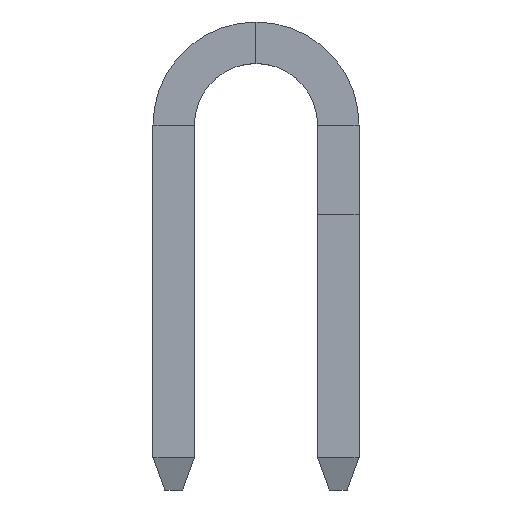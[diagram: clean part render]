
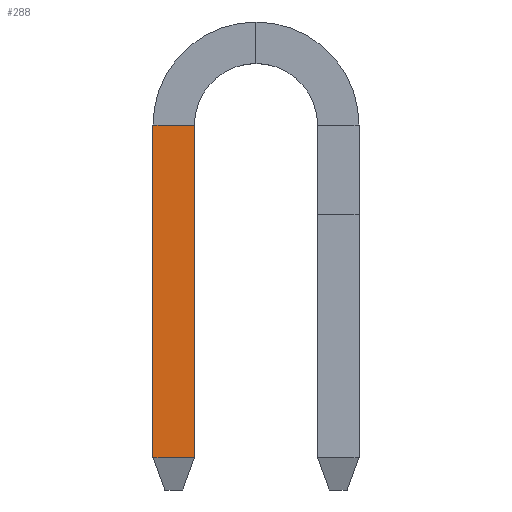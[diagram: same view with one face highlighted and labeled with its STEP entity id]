
A CAD part, top view. The second image highlights one B-rep face of the part: STEP entity #288.
In plain terms, the highlighted planar face has unit normal (0, 0, 1).
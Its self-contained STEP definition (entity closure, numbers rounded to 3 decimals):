
#13 = CARTESIAN_POINT ( 'NONE',  ( 0.32, 1.38, 0.32 ) ) ;
#36 = AXIS2_PLACEMENT_3D ( 'NONE', #364, #478, #295 ) ;
#38 = VECTOR ( 'NONE', #446, 1000. ) ;
#39 = LINE ( 'NONE', #700, #88 ) ;
#41 = EDGE_CURVE ( 'NONE', #107, #713, #378, .T. ) ;
#66 = ORIENTED_EDGE ( 'NONE', *, *, #468, .T. ) ;
#72 = VERTEX_POINT ( 'NONE', #565 ) ;
#73 = LINE ( 'NONE', #13, #38 ) ;
#84 = DIRECTION ( 'NONE',  ( 1., 0., 0. ) ) ;
#86 = VERTEX_POINT ( 'NONE', #637 ) ;
#88 = VECTOR ( 'NONE', #101, 1000. ) ;
#101 = DIRECTION ( 'NONE',  ( 0., -1., 0. ) ) ;
#107 = VERTEX_POINT ( 'NONE', #444 ) ;
#268 = EDGE_LOOP ( 'NONE', ( #778, #66, #544, #445 ) ) ;
#288 = ADVANCED_FACE ( 'NONE', ( #612 ), #728, .F. ) ;
#295 = DIRECTION ( 'NONE',  ( -1., 0., 0. ) ) ;
#364 = CARTESIAN_POINT ( 'NONE',  ( -0.32, 1.38, 0.32 ) ) ;
#378 = LINE ( 'NONE', #511, #753 ) ;
#444 = CARTESIAN_POINT ( 'NONE',  ( -0.32, 1.38, 0.32 ) ) ;
#445 = ORIENTED_EDGE ( 'NONE', *, *, #41, .F. ) ;
#446 = DIRECTION ( 'NONE',  ( 0., -1., 0. ) ) ;
#468 = EDGE_CURVE ( 'NONE', #72, #86, #627, .T. ) ;
#478 = DIRECTION ( 'NONE',  ( 0., 0., -1. ) ) ;
#490 = EDGE_CURVE ( 'NONE', #107, #72, #39, .T. ) ;
#495 = CARTESIAN_POINT ( 'NONE',  ( 0.32, 1.38, 0.32 ) ) ;
#511 = CARTESIAN_POINT ( 'NONE',  ( -0.32, 1.38, 0.32 ) ) ;
#544 = ORIENTED_EDGE ( 'NONE', *, *, #777, .F. ) ;
#565 = CARTESIAN_POINT ( 'NONE',  ( -0.32, -3.75, 0.32 ) ) ;
#612 = FACE_OUTER_BOUND ( 'NONE', #268, .T. ) ;
#624 = DIRECTION ( 'NONE',  ( 1., 0., 0. ) ) ;
#627 = LINE ( 'NONE', #743, #633 ) ;
#633 = VECTOR ( 'NONE', #84, 1000. ) ;
#637 = CARTESIAN_POINT ( 'NONE',  ( 0.32, -3.75, 0.32 ) ) ;
#700 = CARTESIAN_POINT ( 'NONE',  ( -0.32, 1.38, 0.32 ) ) ;
#713 = VERTEX_POINT ( 'NONE', #495 ) ;
#728 = PLANE ( 'NONE',  #36 ) ;
#743 = CARTESIAN_POINT ( 'NONE',  ( -0.32, -3.75, 0.32 ) ) ;
#753 = VECTOR ( 'NONE', #624, 1000. ) ;
#777 = EDGE_CURVE ( 'NONE', #713, #86, #73, .T. ) ;
#778 = ORIENTED_EDGE ( 'NONE', *, *, #490, .T. ) ;
